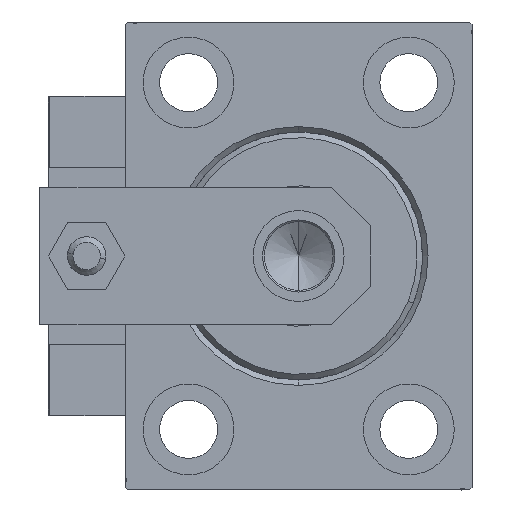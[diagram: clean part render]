
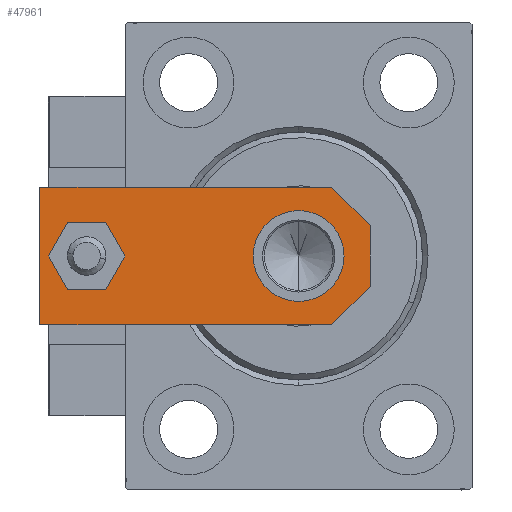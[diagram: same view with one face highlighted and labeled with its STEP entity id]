
A CAD part, left-side view. The second image highlights one B-rep face of the part: STEP entity #47961.
In plain terms, the highlighted face is planar.
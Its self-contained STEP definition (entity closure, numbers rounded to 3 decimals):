
#744 = VERTEX_POINT ( 'NONE', #3898 ) ;
#1480 = VECTOR ( 'NONE', #24853, 1000. ) ;
#1987 = LINE ( 'NONE', #9688, #30831 ) ;
#2455 = DIRECTION ( 'NONE',  ( 0.707, -0.707, 0. ) ) ;
#2580 = CARTESIAN_POINT ( 'NONE',  ( -8.25, 13., 6. ) ) ;
#3898 = CARTESIAN_POINT ( 'NONE',  ( -12.5, 7., 6. ) ) ;
#3976 = LINE ( 'NONE', #19835, #41321 ) ;
#4072 = AXIS2_PLACEMENT_3D ( 'NONE', #39141, #31229, #35314 ) ;
#4868 = CIRCLE ( 'NONE', #4072, 8.25 ) ;
#4980 = CARTESIAN_POINT ( 'NONE',  ( 4., 51.5, 6. ) ) ;
#5394 = CIRCLE ( 'NONE', #11945, 8.25 ) ;
#9688 = CARTESIAN_POINT ( 'NONE',  ( 12.5, 60., 6. ) ) ;
#10123 = CARTESIAN_POINT ( 'NONE',  ( 0., 0., 6. ) ) ;
#10242 = AXIS2_PLACEMENT_3D ( 'NONE', #49010, #17562, #12983 ) ;
#10322 = ORIENTED_EDGE ( 'NONE', *, *, #50102, .F. ) ;
#10347 = ORIENTED_EDGE ( 'NONE', *, *, #19628, .T. ) ;
#10382 = DIRECTION ( 'NONE',  ( 0., 0., 1. ) ) ;
#10589 = ORIENTED_EDGE ( 'NONE', *, *, #37965, .T. ) ;
#10631 = DIRECTION ( 'NONE',  ( 1., 0., 0. ) ) ;
#11057 = CIRCLE ( 'NONE', #10242, 4. ) ;
#11233 = CARTESIAN_POINT ( 'NONE',  ( 0., 51.5, 6. ) ) ;
#11347 = AXIS2_PLACEMENT_3D ( 'NONE', #10123, #10382, #10631 ) ;
#11427 = LINE ( 'NONE', #15268, #18555 ) ;
#11732 = DIRECTION ( 'NONE',  ( 1., 0., 0. ) ) ;
#11945 = AXIS2_PLACEMENT_3D ( 'NONE', #22862, #40735, #44056 ) ;
#12066 = LINE ( 'NONE', #16159, #1480 ) ;
#12908 = CARTESIAN_POINT ( 'NONE',  ( -12.5, 60., 6. ) ) ;
#12927 = ORIENTED_EDGE ( 'NONE', *, *, #44666, .T. ) ;
#12983 = DIRECTION ( 'NONE',  ( 1., 0., 0. ) ) ;
#14233 = EDGE_CURVE ( 'NONE', #26161, #36384, #28311, .T. ) ;
#14487 = ORIENTED_EDGE ( 'NONE', *, *, #21530, .T. ) ;
#15268 = CARTESIAN_POINT ( 'NONE',  ( -2.75, -2.75, 6. ) ) ;
#15391 = CARTESIAN_POINT ( 'NONE',  ( 2.75, -2.75, 6. ) ) ;
#16159 = CARTESIAN_POINT ( 'NONE',  ( -12.5, 60., 6. ) ) ;
#16400 = EDGE_LOOP ( 'NONE', ( #49464, #10322 ) ) ;
#16641 = DIRECTION ( 'NONE',  ( 0.707, 0.707, 0. ) ) ;
#16757 = DIRECTION ( 'NONE',  ( 1., 0., 0. ) ) ;
#16771 = VERTEX_POINT ( 'NONE', #22641 ) ;
#17562 = DIRECTION ( 'NONE',  ( 0., 0., 1. ) ) ;
#17618 = DIRECTION ( 'NONE',  ( -1., 0., 0. ) ) ;
#17667 = VERTEX_POINT ( 'NONE', #36799 ) ;
#18555 = VECTOR ( 'NONE', #2455, 1000. ) ;
#18566 = FACE_OUTER_BOUND ( 'NONE', #26126, .T. ) ;
#19220 = LINE ( 'NONE', #15391, #47862 ) ;
#19628 = EDGE_CURVE ( 'NONE', #744, #16771, #11427, .T. ) ;
#19777 = EDGE_CURVE ( 'NONE', #17667, #25015, #41612, .T. ) ;
#19835 = CARTESIAN_POINT ( 'NONE',  ( -12.5, 0., 6. ) ) ;
#21530 = EDGE_CURVE ( 'NONE', #35481, #744, #12066, .T. ) ;
#21907 = PLANE ( 'NONE',  #11347 ) ;
#22641 = CARTESIAN_POINT ( 'NONE',  ( -5.5, 0., 6. ) ) ;
#22862 = CARTESIAN_POINT ( 'NONE',  ( 0., 13., 6. ) ) ;
#23740 = CARTESIAN_POINT ( 'NONE',  ( -4., 51.5, 6. ) ) ;
#24853 = DIRECTION ( 'NONE',  ( 0., -1., 0. ) ) ;
#25015 = VERTEX_POINT ( 'NONE', #46528 ) ;
#25882 = ORIENTED_EDGE ( 'NONE', *, *, #36475, .F. ) ;
#26126 = EDGE_LOOP ( 'NONE', ( #14487, #10347, #46642, #10589, #40230, #12927 ) ) ;
#26161 = VERTEX_POINT ( 'NONE', #4980 ) ;
#26514 = CARTESIAN_POINT ( 'NONE',  ( 8.25, 13., 6. ) ) ;
#27608 = DIRECTION ( 'NONE',  ( 0., 0., 1. ) ) ;
#28311 = CIRCLE ( 'NONE', #47886, 4. ) ;
#30007 = VECTOR ( 'NONE', #30616, 1000. ) ;
#30616 = DIRECTION ( 'NONE',  ( 0., 1., 0. ) ) ;
#30831 = VECTOR ( 'NONE', #17618, 1000. ) ;
#31229 = DIRECTION ( 'NONE',  ( 0., 0., 1. ) ) ;
#34433 = EDGE_LOOP ( 'NONE', ( #25882, #50435 ) ) ;
#34659 = CARTESIAN_POINT ( 'NONE',  ( 5.5, 0., 6. ) ) ;
#35314 = DIRECTION ( 'NONE',  ( 1., 0., 0. ) ) ;
#35481 = VERTEX_POINT ( 'NONE', #12908 ) ;
#36384 = VERTEX_POINT ( 'NONE', #23740 ) ;
#36475 = EDGE_CURVE ( 'NONE', #36384, #26161, #11057, .T. ) ;
#36799 = CARTESIAN_POINT ( 'NONE',  ( 12.5, 7., 6. ) ) ;
#37433 = EDGE_CURVE ( 'NONE', #16771, #44066, #3976, .T. ) ;
#37965 = EDGE_CURVE ( 'NONE', #44066, #17667, #19220, .T. ) ;
#39141 = CARTESIAN_POINT ( 'NONE',  ( 0., 13., 6. ) ) ;
#40230 = ORIENTED_EDGE ( 'NONE', *, *, #19777, .T. ) ;
#40735 = DIRECTION ( 'NONE',  ( 0., 0., 1. ) ) ;
#41321 = VECTOR ( 'NONE', #16757, 1000. ) ;
#41471 = EDGE_CURVE ( 'NONE', #43329, #48742, #5394, .T. ) ;
#41612 = LINE ( 'NONE', #45438, #30007 ) ;
#42087 = FACE_BOUND ( 'NONE', #16400, .T. ) ;
#43329 = VERTEX_POINT ( 'NONE', #2580 ) ;
#44056 = DIRECTION ( 'NONE',  ( 1., 0., 0. ) ) ;
#44066 = VERTEX_POINT ( 'NONE', #34659 ) ;
#44666 = EDGE_CURVE ( 'NONE', #25015, #35481, #1987, .T. ) ;
#45438 = CARTESIAN_POINT ( 'NONE',  ( 12.5, 0., 6. ) ) ;
#46528 = CARTESIAN_POINT ( 'NONE',  ( 12.5, 60., 6. ) ) ;
#46642 = ORIENTED_EDGE ( 'NONE', *, *, #37433, .T. ) ;
#47862 = VECTOR ( 'NONE', #16641, 1000. ) ;
#47886 = AXIS2_PLACEMENT_3D ( 'NONE', #11233, #27608, #11732 ) ;
#47961 = ADVANCED_FACE ( 'NONE', ( #50022, #18566, #42087 ), #21907, .T. ) ;
#48742 = VERTEX_POINT ( 'NONE', #26514 ) ;
#49010 = CARTESIAN_POINT ( 'NONE',  ( 0., 51.5, 6. ) ) ;
#49464 = ORIENTED_EDGE ( 'NONE', *, *, #41471, .F. ) ;
#50022 = FACE_BOUND ( 'NONE', #34433, .T. ) ;
#50102 = EDGE_CURVE ( 'NONE', #48742, #43329, #4868, .T. ) ;
#50435 = ORIENTED_EDGE ( 'NONE', *, *, #14233, .F. ) ;
